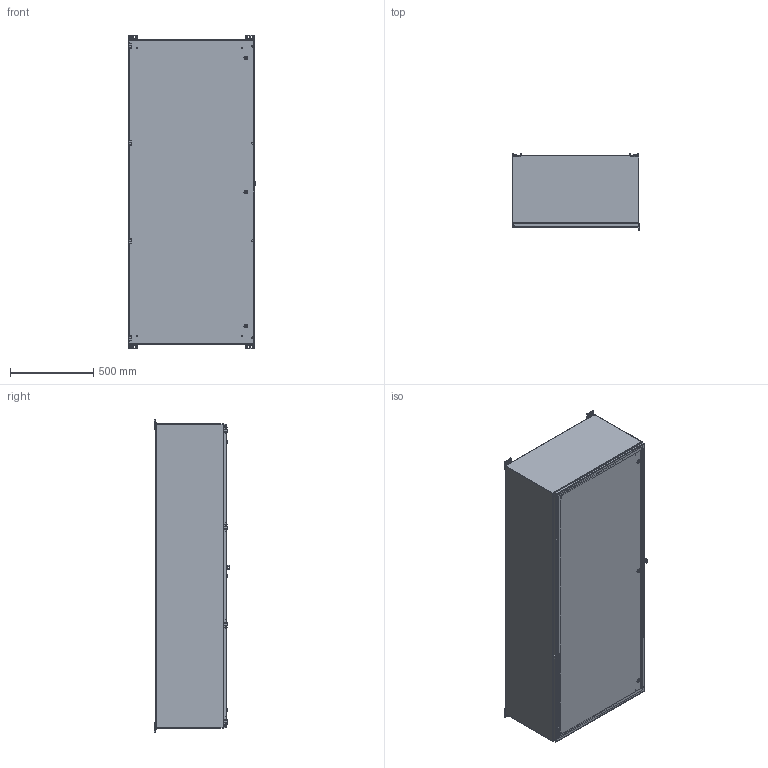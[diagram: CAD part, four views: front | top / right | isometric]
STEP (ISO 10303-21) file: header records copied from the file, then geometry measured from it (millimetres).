
FILE_DESCRIPTION( ( 'Unknown' ), '1' );
FILE_NAME( 'R723016_STEEL.stp', 'Unknown', ( 'Unknown' ), ( 'Unknown' ), 'PSStep 16.0.42', 'Unknown', ' ' );
FILE_SCHEMA( ( 'AUTOMOTIVE_DESIGN { 1 0 10303 214 1 1 1 1 }' ) );
Length unit declared in the file: millimetre
Products named in the file (54): 0.375 DIA; CAOUTCHOUC; METAL; LOCK AVEC TOURNEVIS TYPE 4-12 SANS CAME; HOSING-oa0; INSERT POUR TOURNEVIS-oa1; NOIX DE FIXATION-oa2; Oring-oa3; Oring-oa4; SEAL BLANC-oa5; STOPPER DESSOUS-oa6; VIS DE RETENUE DE LA CAME-oa7; AHR-PARTIE-BOITIER; SEAL; AHR - PARTIE BOITIER; SET SCEW M6 x 1.000; NOIX M6; PATTE-RD; PATTE R; FW_0.3750; 3-8-16 x .750; HN_0.3750; PARTIE COUVERCLE; PROVISION PORTE; NUT 10-32; 10-32 x 0.500; PARTIE BOITIER; PROVISION BOITIER; SEAL PROVISION; 10-32 x 0.500-oa8; AHR-PARTIE-PORTE; AHR - PARTIE PORTE LUG; AHR - TIGE; PATTE-R; A15KR; CAME R; R723016-L_16GA_BOITIER; BUMPER R 0.250-20; 0.375-16 x 0.750 AC_CKL 118-510-340; FW_0.2500 ...
Assembly tree (100 placements, depth 5):
  Assem1
    ARP7230_12GA
    R7230_14GA_COUVERCLE
      R7230C_14GA
      10-32 x 0.750 AC_CD 201-008-776  x4
      R7230_GASKET
      HN_no10  x2
      ESPACEUR-RAIL  x2
      RAIL-V72
      AHR-PARTIE-PORTE  x4
        AHR - PARTIE PORTE LUG
        AHR - TIGE
      A15KR  x3
        CAME R
        LOCK AVEC TOURNEVIS TYPE 4-12 SANS CAME
          HOSING-oa0
          INSERT POUR TOURNEVIS-oa1
          NOIX DE FIXATION-oa2
          Oring-oa3
          Oring-oa4
          SEAL BLANC-oa5
          STOPPER DESSOUS-oa6
          VIS DE RETENUE DE LA CAME-oa7
      PARTIE COUVERCLE
        PROVISION PORTE
        NUT 10-32
        10-32 x 0.500
    R723016-L_16GA_BOITIER
      BUMPER R 0.250-20  x4
      0.375-16 x 0.750 AC_CKL 118-510-340  x6
      FW_0.3750  x6
      HN_0.3750  x6
      FW_0.2500  x4
      HN_0.2500  x4
      R723016B-L_16GA
      Rxx3016H_16GA
      Rxx3016B_16GA
      R72xx16-COTE_16GA
      AHR-PARTIE-BOITIER  x4
        SEAL
        AHR - PARTIE BOITIER
        SET SCEW M6 x 1.000
        NOIX M6
      PATTE-RD  x2
        PATTE R
        FW_0.3750
        3-8-16 x .750
        HN_0.3750
        0.375 DIA
          CAOUTCHOUC
          METAL
      PATTE-R  x2
        PATTE R
        FW_0.3750
        3-8-16 x .750
        HN_0.3750
        0.375 DIA
          CAOUTCHOUC
          METAL
      PARTIE BOITIER
Bounding box: 769.16 x 457.07 x 1886.36 mm (x, y, z)
Volume: 12641293.8 mm3; surface area: 13417874.8 mm2
Topology: 128 solids, 128 shells, 4956 faces, 12066 edges, 7664 vertices
Faces by surface type: plane 2682, cylinder 994, bspline 442, extrusion 332, cone 250, torus 191, sphere 65
Full cylindrical faces by diameter (mm): 0.346 x6, 0.508 x4, 0.794 x6, 3.023 x12, 3.15 x2, 3.175 x12, 4.039 x4, 4.623 x2, 4.682 x68, 4.826 x11, 5.055 x1, 5.1 x4, 5.105 x1, 5.567 x2, 5.842 x4, 5.918 x8, 5.994 x4, 6 x4, 6.096 x6, 6.1 x12, 6.35 x8, 6.502 x4, 6.731 x8, 6.985 x3, 7.137 x6, 7.925 x2, 8.664 x2, 8.7 x4, 8.966 x6, 9 x4
Entity records: 153117 total; most frequent: CARTESIAN_POINT 68233, ORIENTED_EDGE 13280, DIRECTION 10157, EDGE_CURVE 6640, VERTEX_POINT 4496, EDGE_LOOP 3693, AXIS2_PLACEMENT_3D 3411, VECTOR 3335
